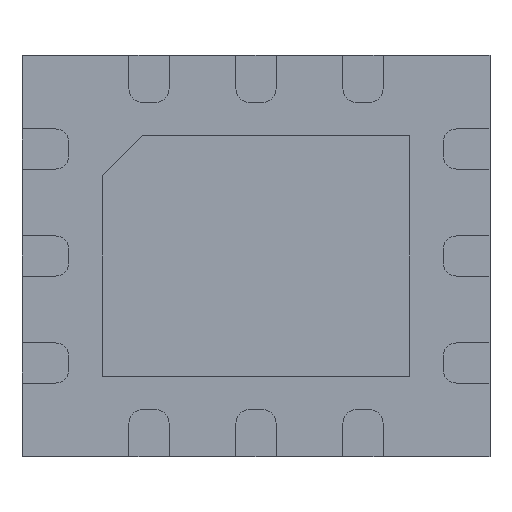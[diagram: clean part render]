
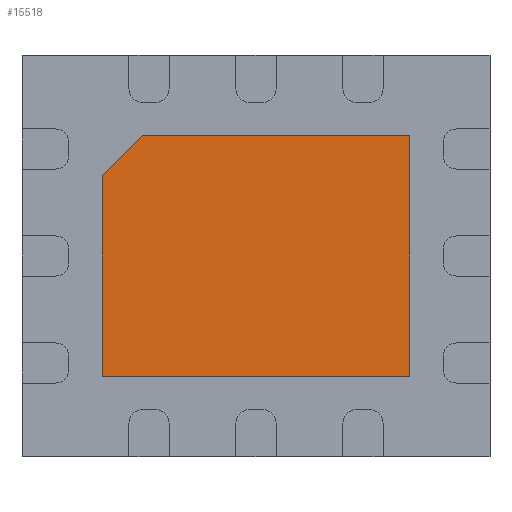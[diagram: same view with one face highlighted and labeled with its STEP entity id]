
A CAD part, front view. The second image highlights one B-rep face of the part: STEP entity #15518.
In plain terms, the highlighted planar face has unit normal (0, -1, 0).
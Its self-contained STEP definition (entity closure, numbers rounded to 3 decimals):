
#290 = EDGE_CURVE ( 'NONE', #16188, #10558, #8139, .T. ) ;
#670 = EDGE_LOOP ( 'NONE', ( #3378, #12135, #1354, #8302, #16934 ) ) ;
#1332 = DIRECTION ( 'NONE',  ( 0.707, 0., 0.707 ) ) ;
#1354 = ORIENTED_EDGE ( 'NONE', *, *, #12092, .T. ) ;
#1456 = VERTEX_POINT ( 'NONE', #8783 ) ;
#1731 = DIRECTION ( 'NONE',  ( 0., 0., 1. ) ) ;
#2221 = EDGE_CURVE ( 'NONE', #16452, #1456, #15667, .T. ) ;
#2781 = CARTESIAN_POINT ( 'NONE',  ( 1.15, 0., -0.9 ) ) ;
#3270 = VECTOR ( 'NONE', #1731, 1000. ) ;
#3378 = ORIENTED_EDGE ( 'NONE', *, *, #10905, .F. ) ;
#4025 = DIRECTION ( 'NONE',  ( 0., 0., 1. ) ) ;
#4047 = CARTESIAN_POINT ( 'NONE',  ( -1.15, 0., -0.9 ) ) ;
#4106 = DIRECTION ( 'NONE',  ( 1., 0., 0. ) ) ;
#4405 = CARTESIAN_POINT ( 'NONE',  ( -1.15, 0., 0. ) ) ;
#4657 = VECTOR ( 'NONE', #1332, 1000. ) ;
#4931 = LINE ( 'NONE', #8952, #6894 ) ;
#5384 = CARTESIAN_POINT ( 'NONE',  ( 1.15, 0., -0.9 ) ) ;
#6403 = LINE ( 'NONE', #5384, #12245 ) ;
#6616 = PLANE ( 'NONE',  #10643 ) ;
#6697 = DIRECTION ( 'NONE',  ( 0., 1., 0. ) ) ;
#6816 = VERTEX_POINT ( 'NONE', #12885 ) ;
#6894 = VECTOR ( 'NONE', #14574, 1000. ) ;
#7160 = LINE ( 'NONE', #4405, #3270 ) ;
#7312 = CARTESIAN_POINT ( 'NONE',  ( -1.15, 0., 0.6 ) ) ;
#7973 = FACE_OUTER_BOUND ( 'NONE', #670, .T. ) ;
#8079 = VECTOR ( 'NONE', #4106, 1000. ) ;
#8139 = LINE ( 'NONE', #17736, #8079 ) ;
#8302 = ORIENTED_EDGE ( 'NONE', *, *, #15888, .T. ) ;
#8783 = CARTESIAN_POINT ( 'NONE',  ( -0.85, 0., 0.9 ) ) ;
#8952 = CARTESIAN_POINT ( 'NONE',  ( -0.85, 0., 0.9 ) ) ;
#10558 = VERTEX_POINT ( 'NONE', #2781 ) ;
#10643 = AXIS2_PLACEMENT_3D ( 'NONE', #10782, #6697, #4025 ) ;
#10782 = CARTESIAN_POINT ( 'NONE',  ( 0., 0., 0. ) ) ;
#10905 = EDGE_CURVE ( 'NONE', #16188, #16452, #7160, .T. ) ;
#10970 = CARTESIAN_POINT ( 'NONE',  ( -1.15, 0., 0.6 ) ) ;
#12092 = EDGE_CURVE ( 'NONE', #10558, #6816, #6403, .T. ) ;
#12135 = ORIENTED_EDGE ( 'NONE', *, *, #290, .T. ) ;
#12245 = VECTOR ( 'NONE', #13515, 1000. ) ;
#12885 = CARTESIAN_POINT ( 'NONE',  ( 1.15, 0., 0.9 ) ) ;
#13515 = DIRECTION ( 'NONE',  ( 0., 0., 1. ) ) ;
#14574 = DIRECTION ( 'NONE',  ( -1., 0., 0. ) ) ;
#15518 = ADVANCED_FACE ( 'NONE', ( #7973 ), #6616, .F. ) ;
#15667 = LINE ( 'NONE', #7312, #4657 ) ;
#15888 = EDGE_CURVE ( 'NONE', #6816, #1456, #4931, .T. ) ;
#16188 = VERTEX_POINT ( 'NONE', #4047 ) ;
#16452 = VERTEX_POINT ( 'NONE', #10970 ) ;
#16934 = ORIENTED_EDGE ( 'NONE', *, *, #2221, .F. ) ;
#17736 = CARTESIAN_POINT ( 'NONE',  ( -1.15, 0., -0.9 ) ) ;
